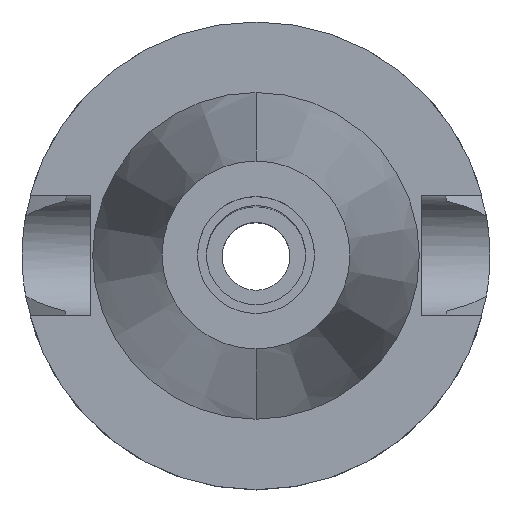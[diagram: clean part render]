
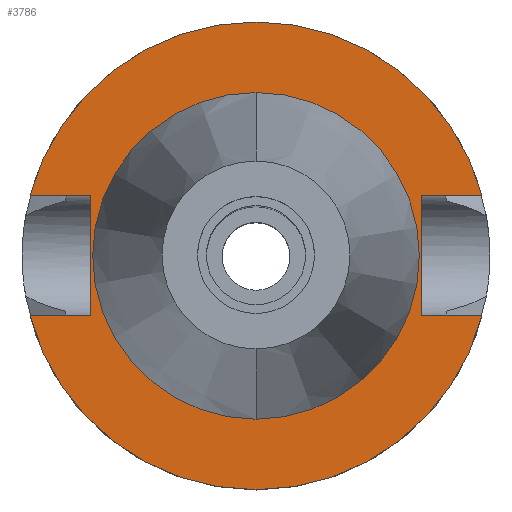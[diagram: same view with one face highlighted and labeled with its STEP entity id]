
A CAD part, top view. The second image highlights one B-rep face of the part: STEP entity #3786.
In plain terms, the highlighted planar face has unit normal (0, 0, 1).
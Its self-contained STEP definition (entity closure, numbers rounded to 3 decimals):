
#1608=DIRECTION('',(1.,0.,0.));
#1609=VECTOR('',#1608,12.921);
#1610=CARTESIAN_POINT('',(35.4,12.85,-1.5));
#1611=LINE('',#1610,#1609);
#1655=DIRECTION('',(0.,1.,0.));
#1656=VECTOR('',#1655,25.7);
#1657=CARTESIAN_POINT('',(-35.4,-12.85,-1.5));
#1658=LINE('',#1657,#1656);
#1662=DIRECTION('',(-1.,0.,0.));
#1663=VECTOR('',#1662,12.921);
#1664=CARTESIAN_POINT('',(-35.4,12.85,-1.5));
#1665=LINE('',#1664,#1663);
#1669=CARTESIAN_POINT('',(0.,0.,-1.5));
#1670=DIRECTION('',(0.,0.,-1.));
#1671=DIRECTION('',(-0.966,0.257,0.));
#1672=AXIS2_PLACEMENT_3D('',#1669,#1670,#1671);
#1677=CARTESIAN_POINT('',(0.,0.,-1.5));
#1678=DIRECTION('',(0.,0.,-1.));
#1679=DIRECTION('',(0.,1.,0.));
#1680=AXIS2_PLACEMENT_3D('',#1677,#1678,#1679);
#1685=DIRECTION('',(0.,-1.,0.));
#1686=VECTOR('',#1685,25.7);
#1687=CARTESIAN_POINT('',(35.4,12.85,-1.5));
#1688=LINE('',#1687,#1686);
#1692=DIRECTION('',(1.,0.,0.));
#1693=VECTOR('',#1692,12.921);
#1694=CARTESIAN_POINT('',(35.4,-12.85,-1.5));
#1695=LINE('',#1694,#1693);
#1699=CARTESIAN_POINT('',(0.,0.,-1.5));
#1700=DIRECTION('',(0.,0.,-1.));
#1701=DIRECTION('',(0.966,-0.257,0.));
#1702=AXIS2_PLACEMENT_3D('',#1699,#1700,#1701);
#1707=CARTESIAN_POINT('',(0.,0.,-1.5));
#1708=DIRECTION('',(0.,0.,-1.));
#1709=DIRECTION('',(0.,-1.,0.));
#1710=AXIS2_PLACEMENT_3D('',#1707,#1708,#1709);
#1715=CARTESIAN_POINT('',(0.,0.,-1.5));
#1716=DIRECTION('',(0.,0.,1.));
#1717=DIRECTION('',(0.,-1.,0.));
#1718=AXIS2_PLACEMENT_3D('',#1715,#1716,#1717);
#1723=CARTESIAN_POINT('',(0.,0.,-1.5));
#1724=DIRECTION('',(0.,0.,1.));
#1725=DIRECTION('',(0.,1.,0.));
#1726=AXIS2_PLACEMENT_3D('',#1723,#1724,#1725);
#1761=DIRECTION('',(-1.,0.,0.));
#1762=VECTOR('',#1761,12.921);
#1763=CARTESIAN_POINT('',(-35.4,-12.85,-1.5));
#1764=LINE('',#1763,#1762);
#2563=CARTESIAN_POINT('',(-35.4,-12.85,-1.5));
#2564=VERTEX_POINT('',#2563);
#2565=CARTESIAN_POINT('',(-48.321,-12.85,-1.5));
#2566=VERTEX_POINT('',#2565);
#2569=CARTESIAN_POINT('',(-35.4,12.85,-1.5));
#2570=VERTEX_POINT('',#2569);
#2571=CARTESIAN_POINT('',(-48.321,12.85,-1.5));
#2572=VERTEX_POINT('',#2571);
#2573=CARTESIAN_POINT('',(0.,50.,-1.5));
#2574=CARTESIAN_POINT('',(48.321,12.85,-1.5));
#2575=VERTEX_POINT('',#2573);
#2576=VERTEX_POINT('',#2574);
#2577=CARTESIAN_POINT('',(35.4,12.85,-1.5));
#2578=VERTEX_POINT('',#2577);
#2579=CARTESIAN_POINT('',(35.4,-12.85,-1.5));
#2580=VERTEX_POINT('',#2579);
#2581=CARTESIAN_POINT('',(48.321,-12.85,-1.5));
#2582=VERTEX_POINT('',#2581);
#2583=CARTESIAN_POINT('',(0.,-50.,-1.5));
#2584=VERTEX_POINT('',#2583);
#2585=CARTESIAN_POINT('',(0.,-34.925,-1.5));
#2586=CARTESIAN_POINT('',(0.,34.925,-1.5));
#2587=VERTEX_POINT('',#2585);
#2588=VERTEX_POINT('',#2586);
#3755=CARTESIAN_POINT('',(0.,0.,-1.5));
#3756=DIRECTION('',(0.,0.,-1.));
#3757=DIRECTION('',(0.,-1.,0.));
#3758=AXIS2_PLACEMENT_3D('',#3755,#3756,#3757);
#3759=PLANE('',#3758);
#3761=ORIENTED_EDGE('',*,*,#3760,.T.);
#3763=ORIENTED_EDGE('',*,*,#3762,.T.);
#3765=ORIENTED_EDGE('',*,*,#3764,.T.);
#3767=ORIENTED_EDGE('',*,*,#3766,.T.);
#3768=ORIENTED_EDGE('',*,*,#3731,.F.);
#3769=ORIENTED_EDGE('',*,*,#3745,.T.);
#3771=ORIENTED_EDGE('',*,*,#3770,.T.);
#3773=ORIENTED_EDGE('',*,*,#3772,.T.);
#3775=ORIENTED_EDGE('',*,*,#3774,.T.);
#3777=ORIENTED_EDGE('',*,*,#3776,.F.);
#3778=EDGE_LOOP('',(#3761,#3763,#3765,#3767,#3768,#3769,#3771,#3773,#3775,
#3777));
#3779=FACE_OUTER_BOUND('',#3778,.F.);
#3781=ORIENTED_EDGE('',*,*,#3780,.T.);
#3783=ORIENTED_EDGE('',*,*,#3782,.T.);
#3784=EDGE_LOOP('',(#3781,#3783));
#3785=FACE_BOUND('',#3784,.F.);
#1673=CIRCLE('',#1672,50.);
#1681=CIRCLE('',#1680,50.);
#1703=CIRCLE('',#1702,50.);
#1711=CIRCLE('',#1710,50.);
#1719=CIRCLE('',#1718,34.925);
#1727=CIRCLE('',#1726,34.925);
#3731=EDGE_CURVE('',#2578,#2576,#1611,.T.);
#3745=EDGE_CURVE('',#2578,#2580,#1688,.T.);
#3760=EDGE_CURVE('',#2564,#2570,#1658,.T.);
#3762=EDGE_CURVE('',#2570,#2572,#1665,.T.);
#3764=EDGE_CURVE('',#2572,#2575,#1673,.T.);
#3766=EDGE_CURVE('',#2575,#2576,#1681,.T.);
#3770=EDGE_CURVE('',#2580,#2582,#1695,.T.);
#3772=EDGE_CURVE('',#2582,#2584,#1703,.T.);
#3774=EDGE_CURVE('',#2584,#2566,#1711,.T.);
#3776=EDGE_CURVE('',#2564,#2566,#1764,.T.);
#3780=EDGE_CURVE('',#2587,#2588,#1719,.T.);
#3782=EDGE_CURVE('',#2588,#2587,#1727,.T.);
#3786=ADVANCED_FACE('',(#3779,#3785),#3759,.F.);
